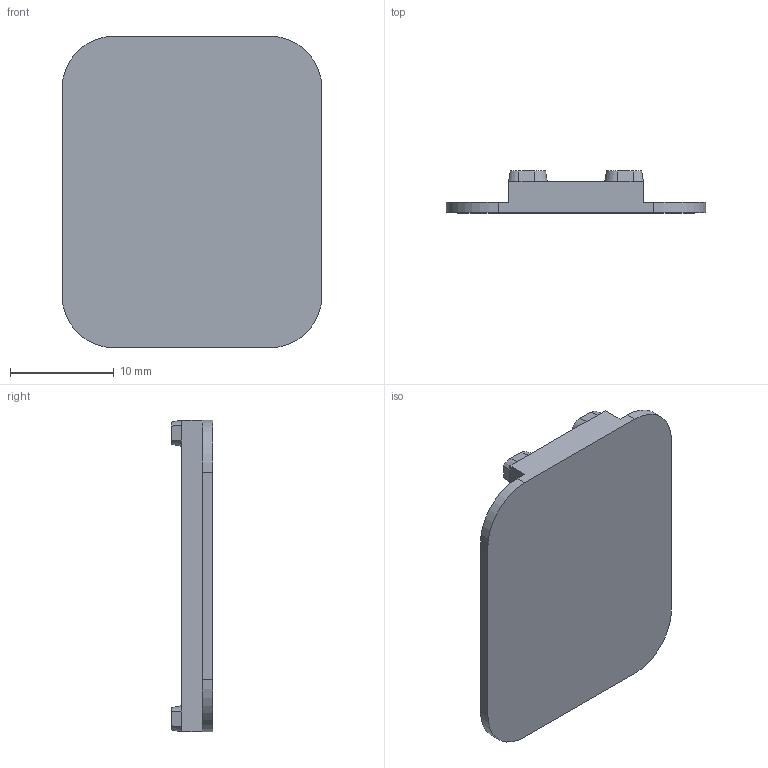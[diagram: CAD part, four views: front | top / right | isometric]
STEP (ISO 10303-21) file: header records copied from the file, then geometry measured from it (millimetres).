
FILE_DESCRIPTION(/* description */ (''),/* implementation_level */ '2;1');
FILE_NAME(/* name */ 'liposaver.step',/* time_stamp */ '2018-08-24T08:51:19+02:00',/* author */ ('account-autodeskZK8T7'),/* organization */ (''),/* preprocessor_version */ 'ST-DEVELOPER v17.2',/* originating_system */ 'Autodesk Translation Framework v7.6.0.251',/* authorisation */ '');
FILE_SCHEMA (('AUTOMOTIVE_DESIGN { 1 0 10303 214 3 1 1 }'));
Length unit declared in the file: millimetre
Products named in the file (1): liposaver
Bounding box: 25 x 4 x 30 mm (x, y, z)
Volume: 1321.7 mm3; surface area: 1799 mm2
Topology: 1 solids, 1 shells, 55 faces, 136 edges, 84 vertices
Faces by surface type: plane 31, cone 12, cylinder 8, bspline 2, torus 2
Entity records: 1661 total; most frequent: CARTESIAN_POINT 320, DIRECTION 282, ORIENTED_EDGE 272, EDGE_CURVE 136, AXIS2_PLACEMENT_3D 100, VERTEX_POINT 84, LINE 82, VECTOR 82
